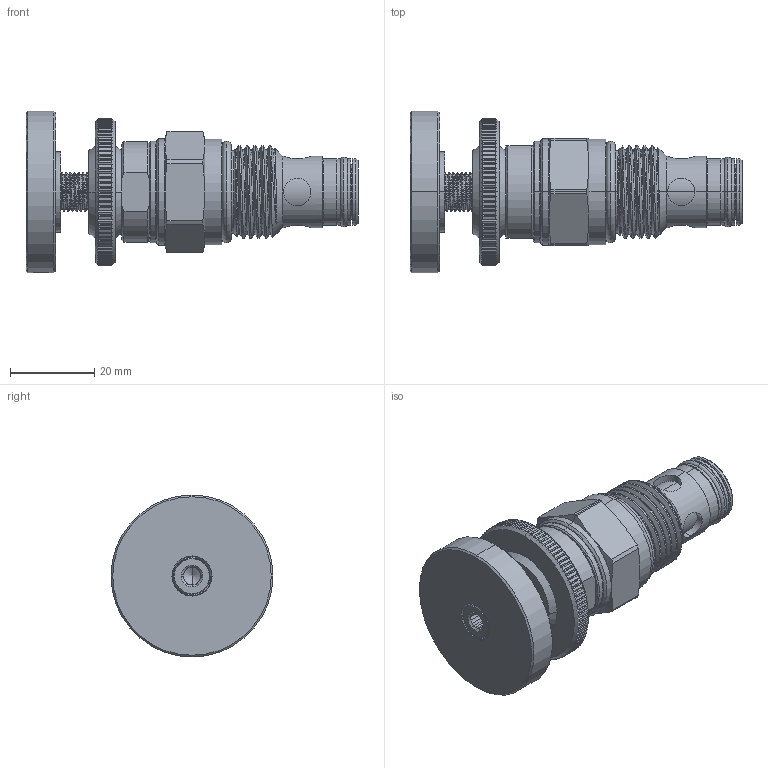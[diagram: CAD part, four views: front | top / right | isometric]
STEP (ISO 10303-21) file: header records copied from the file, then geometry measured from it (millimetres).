
FILE_DESCRIPTION (( 'STEP AP203' ), '1' );
FILE_NAME ('NV10W20-B.STEP', '2020-03-19T05:55:54', ( '' ), ( '' ), 'SwSTEP 2.0', 'SolidWorks 2018', '' );
FILE_SCHEMA (( 'CONFIG_CONTROL_DESIGN' ));
Length unit declared in the file: millimetre
Products named in the file (1): NV10W20-B
Bounding box: 78.74 x 38.4 x 38.4 mm (x, y, z)
Volume: 33922.3 mm3; surface area: 13397.6 mm2
Topology: 7 solids, 7 shells, 634 faces, 1768 edges, 1153 vertices
Faces by surface type: cylinder 275, plane 255, cone 52, bspline 30, torus 22
Entity records: 41678 total; most frequent: CARTESIAN_POINT 26951, ORIENTED_EDGE 3528, DIRECTION 2567, EDGE_CURVE 1764, VERTEX_POINT 1153, AXIS2_PLACEMENT_3D 997, EDGE_LOOP 655, FACE_OUTER_BOUND 634
